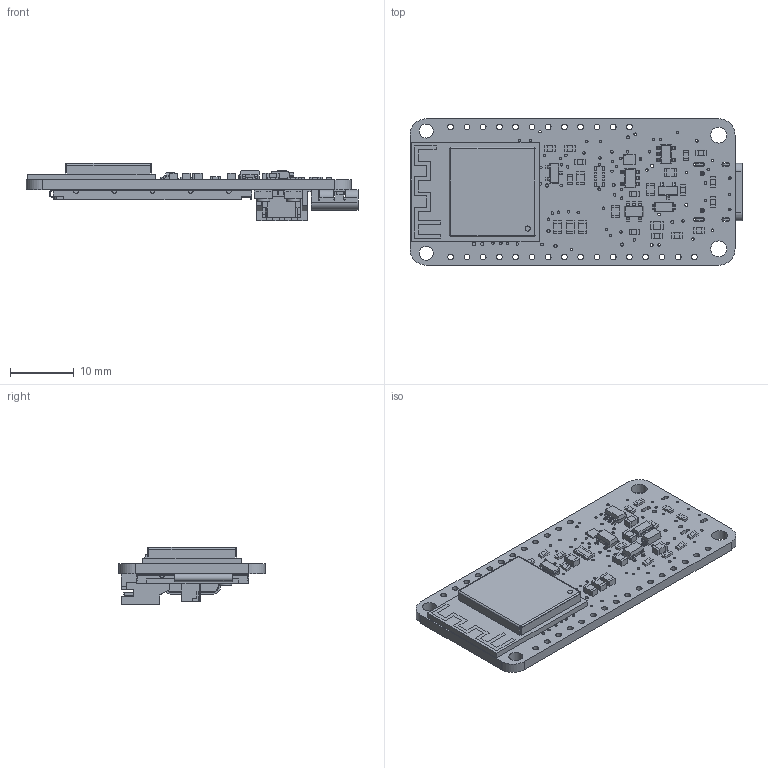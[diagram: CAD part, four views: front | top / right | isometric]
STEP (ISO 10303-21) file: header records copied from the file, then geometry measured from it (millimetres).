
FILE_DESCRIPTION(/* description */ ('','CAx-IF Rec.Pracs.---Representation and Presentation of Product Manufacturing Information (PMI)---4.0---2014-10-13'),/* implementation_level */ '2;1');
FILE_NAME(/* name */ '5483 Feather ESP32-S3 TFT.step',/* time_stamp */ '2025-01-16T14:10:56-05:00',/* author */ (''),/* organization */ (''),/* preprocessor_version */ 'ST-DEVELOPER v20',/* originating_system */ 'Autodesk Translation Framework v13.20.0.188',/* authorisation */ '');
FILE_SCHEMA (('AP242_MANAGED_MODEL_BASED_3D_ENGINEERING_MIM_LF { 1 0 10303 442 1 1 4 }'));
Products named in the file (17): PCB Component; Board; 10uF; AP2112-3.3; MBR540; JSTPH; RED; 1uF; KMR2; BSS138; USB C; LC709203F/MH; STEMMA_I2C_QTRA; WS2812B_SK6805_1515; DISP_LCD_GENERIC_SPI_1.14IN_240X135_WRAPUNDER; 10K; ESP32-S3-MINI-1
Assembly tree (41 placements, depth 2):
  PCB Component
    Board
    10uF  x8
    AP2112-3.3  x3
    MBR540
    JSTPH
    RED  x2
    1uF  x14
    KMR2  x2
    BSS138  x2
    USB C
    LC709203F/MH
    STEMMA_I2C_QTRA
    WS2812B_SK6805_1515
    DISP_LCD_GENERIC_SPI_1.14IN_240X135_WRAPUNDER
    10K
    ESP32-S3-MINI-1
Bounding box: 51.88 x 22.86 x 8.92 mm (x, y, z)
Volume: 3012.6 mm3; surface area: 7522.5 mm2
Topology: 159 solids, 159 shells, 3067 faces, 7805 edges, 5124 vertices
Faces by surface type: plane 2533, cylinder 493, sphere 15, bspline 10, torus 10, cone 6
Full cylindrical faces by diameter (mm): 0.08 x1, 0.394 x93, 0.483 x8, 0.5 x7, 0.65 x2, 0.762 x4, 0.8 x2, 0.9 x28, 1 x4, 2 x2, 2.2 x2, 2.5 x2
Entity records: 76380 total; most frequent: CARTESIAN_POINT 13138, ORIENTED_EDGE 12574, DIRECTION 12256, EDGE_CURVE 6287, LINE 5368, VECTOR 5368, VERTEX_POINT 4144, AXIS2_PLACEMENT_3D 3444
